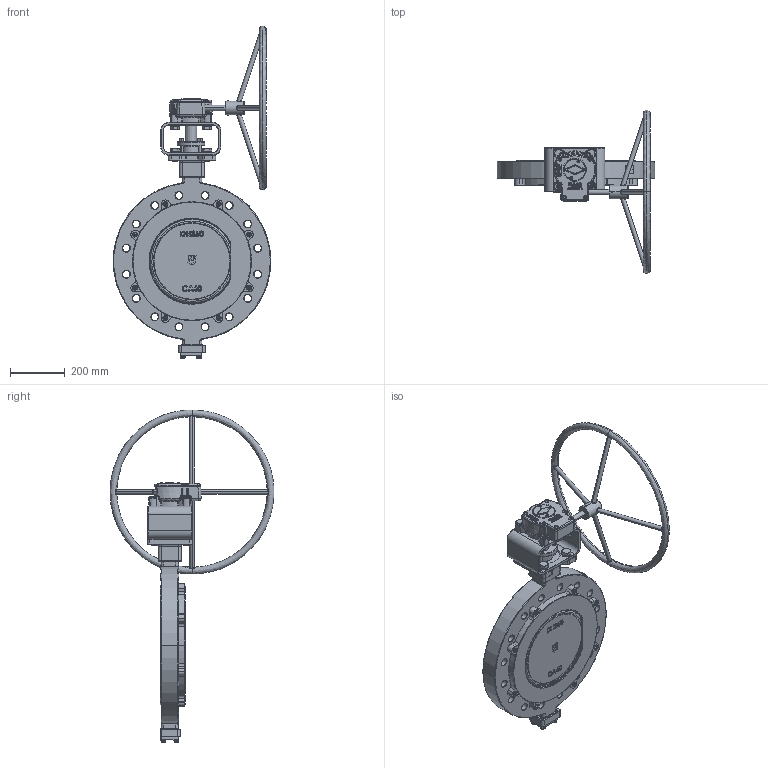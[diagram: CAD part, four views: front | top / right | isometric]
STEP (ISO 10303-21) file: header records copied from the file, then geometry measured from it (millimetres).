
FILE_DESCRIPTION(('HOOPS Exchange Step'),'2;1');
FILE_NAME('AK12_DN350_PN25_Getriebe.stp','2024-11-22T13:24:45+01:00',('nieru'),('Unknown organisation'),'HOOPS Exchange 2024.2','HOOPS Exchange','Unknown authorisation');
FILE_SCHEMA( ('AP203_CONFIGURATION_CONTROLLED_3D_DESIGN_OF_MECHANICAL_PARTS_AND_ASSEMBLIES_MIM_LF') );
Length unit declared in the file: millimetre
Products named in the file (10): 0; root
Assembly tree (9 placements, depth 4):
  root
    0
      0
    0
      0
      0
      0
      0
      0
        0
Bounding box: 577 x 599.91 x 1214.7 mm (x, y, z)
Volume: 20477967.4 mm3; surface area: 1851999.9 mm2
Topology: 84 solids, 728 shells, 3277 faces, 9258 edges, 6839 vertices
Faces by surface type: bspline 1137, plane 882, cylinder 766, cone 334, torus 112, sphere 46
Full cylindrical faces by diameter (mm): 4.2 x3, 8.5 x3, 10.5 x2, 12 x6, 14.6 x4, 18.1 x4, 20 x7, 21.533 x1, 22 x8, 26.5 x16, 27.7 x4, 28 x2, 33.6 x8, 40 x1, 43.114 x2, 44.114 x2, 45.706 x1, 55 x1, 65.484 x1, 80 x1, 100 x1, 316.321 x2, 435 x1
Entity records: 322273 total; most frequent: CARTESIAN_POINT 244105, ORIENTED_EDGE 15328, DIRECTION 13400, EDGE_CURVE 9186, VERTEX_POINT 6840, AXIS2_PLACEMENT_3D 5247, EDGE_LOOP 3524, FACE_BOUND 3524
